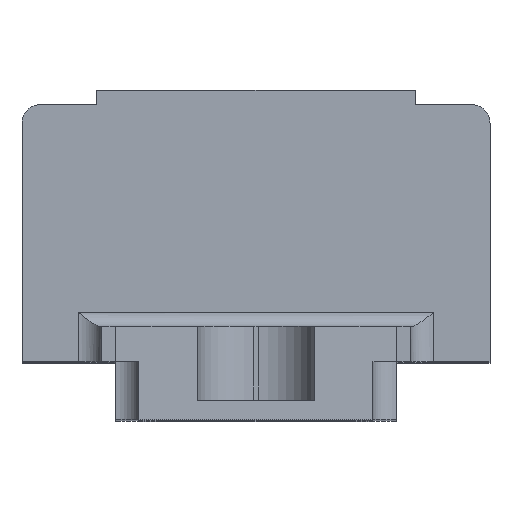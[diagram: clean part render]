
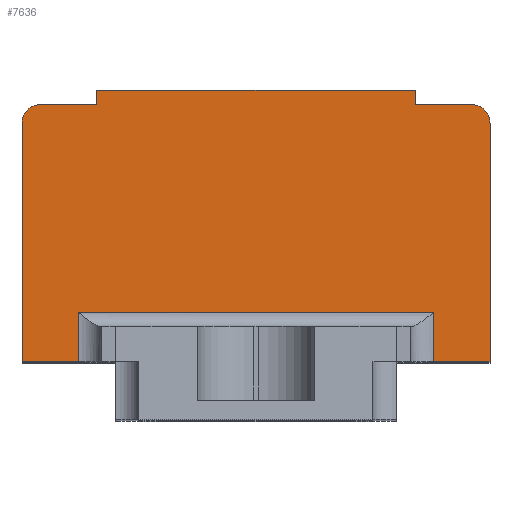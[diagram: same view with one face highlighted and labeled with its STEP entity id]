
A CAD part, top view. The second image highlights one B-rep face of the part: STEP entity #7636.
In plain terms, the highlighted planar face has unit normal (0, 0, 1).
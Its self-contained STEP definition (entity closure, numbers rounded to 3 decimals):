
#1234=DIRECTION('',(0.,-1.,0.));
#1235=VECTOR('',#1234,5.3);
#1236=CARTESIAN_POINT('',(19.,11.5,100.1));
#1237=LINE('',#1236,#1235);
#1266=DIRECTION('',(1.,0.,0.));
#1267=VECTOR('',#1266,38.);
#1268=CARTESIAN_POINT('',(-19.,11.5,100.1));
#1269=LINE('',#1268,#1267);
#1285=DIRECTION('',(0.,1.,0.));
#1286=VECTOR('',#1285,5.3);
#1287=CARTESIAN_POINT('',(-19.,6.2,100.1));
#1288=LINE('',#1287,#1286);
#1303=DIRECTION('',(-1.,0.,0.));
#1304=VECTOR('',#1303,6.);
#1305=CARTESIAN_POINT('',(-19.,6.2,100.1));
#1306=LINE('',#1305,#1304);
#1307=DIRECTION('',(0.,1.,0.));
#1308=VECTOR('',#1307,25.5);
#1309=CARTESIAN_POINT('',(-25.,6.2,100.1));
#1310=LINE('',#1309,#1308);
#1311=CARTESIAN_POINT('',(-23.,31.7,100.1));
#1312=DIRECTION('',(0.,0.,-1.));
#1313=DIRECTION('',(-1.,0.,0.));
#1314=AXIS2_PLACEMENT_3D('',#1311,#1312,#1313);
#1316=DIRECTION('',(1.,0.,0.));
#1317=VECTOR('',#1316,6.);
#1318=CARTESIAN_POINT('',(-23.,33.7,100.1));
#1319=LINE('',#1318,#1317);
#1320=DIRECTION('',(0.,1.,0.));
#1321=VECTOR('',#1320,1.5);
#1322=CARTESIAN_POINT('',(-17.,33.7,100.1));
#1323=LINE('',#1322,#1321);
#1324=DIRECTION('',(1.,0.,0.));
#1325=VECTOR('',#1324,34.);
#1326=CARTESIAN_POINT('',(-17.,35.2,100.1));
#1327=LINE('',#1326,#1325);
#1328=DIRECTION('',(0.,-1.,0.));
#1329=VECTOR('',#1328,1.5);
#1330=CARTESIAN_POINT('',(17.,35.2,100.1));
#1331=LINE('',#1330,#1329);
#1332=DIRECTION('',(1.,0.,0.));
#1333=VECTOR('',#1332,6.);
#1334=CARTESIAN_POINT('',(17.,33.7,100.1));
#1335=LINE('',#1334,#1333);
#1336=CARTESIAN_POINT('',(23.,31.7,100.1));
#1337=DIRECTION('',(0.,0.,-1.));
#1338=DIRECTION('',(0.,1.,0.));
#1339=AXIS2_PLACEMENT_3D('',#1336,#1337,#1338);
#1341=DIRECTION('',(0.,-1.,0.));
#1342=VECTOR('',#1341,25.5);
#1343=CARTESIAN_POINT('',(25.,31.7,100.1));
#1344=LINE('',#1343,#1342);
#1345=DIRECTION('',(-1.,0.,0.));
#1346=VECTOR('',#1345,6.);
#1347=CARTESIAN_POINT('',(25.,6.2,100.1));
#1348=LINE('',#1347,#1346);
#5045=CARTESIAN_POINT('',(-25.,6.2,100.1));
#5046=CARTESIAN_POINT('',(-25.,31.7,100.1));
#5047=VERTEX_POINT('',#5045);
#5048=VERTEX_POINT('',#5046);
#5049=CARTESIAN_POINT('',(-23.,33.7,100.1));
#5050=VERTEX_POINT('',#5049);
#5051=CARTESIAN_POINT('',(-17.,33.7,100.1));
#5052=VERTEX_POINT('',#5051);
#5053=CARTESIAN_POINT('',(-17.,35.2,100.1));
#5054=VERTEX_POINT('',#5053);
#5055=CARTESIAN_POINT('',(17.,35.2,100.1));
#5056=VERTEX_POINT('',#5055);
#5057=CARTESIAN_POINT('',(17.,33.7,100.1));
#5058=VERTEX_POINT('',#5057);
#5059=CARTESIAN_POINT('',(23.,33.7,100.1));
#5060=VERTEX_POINT('',#5059);
#5061=CARTESIAN_POINT('',(25.,31.7,100.1));
#5062=VERTEX_POINT('',#5061);
#5063=CARTESIAN_POINT('',(25.,6.2,100.1));
#5064=VERTEX_POINT('',#5063);
#5197=CARTESIAN_POINT('',(19.,6.2,100.1));
#5198=VERTEX_POINT('',#5197);
#5203=CARTESIAN_POINT('',(-19.,6.2,100.1));
#5204=VERTEX_POINT('',#5203);
#5265=CARTESIAN_POINT('',(-19.,11.5,100.1));
#5266=CARTESIAN_POINT('',(19.,11.5,100.1));
#5267=VERTEX_POINT('',#5265);
#5268=VERTEX_POINT('',#5266);
#7605=CARTESIAN_POINT('',(0.,0.,100.1));
#7606=DIRECTION('',(0.,0.,-1.));
#7607=DIRECTION('',(-1.,0.,0.));
#7608=AXIS2_PLACEMENT_3D('',#7605,#7606,#7607);
#7609=PLANE('',#7608);
#7610=ORIENTED_EDGE('',*,*,#7583,.F.);
#7611=ORIENTED_EDGE('',*,*,#7594,.F.);
#7613=ORIENTED_EDGE('',*,*,#7612,.T.);
#7615=ORIENTED_EDGE('',*,*,#7614,.T.);
#7617=ORIENTED_EDGE('',*,*,#7616,.T.);
#7619=ORIENTED_EDGE('',*,*,#7618,.T.);
#7621=ORIENTED_EDGE('',*,*,#7620,.T.);
#7623=ORIENTED_EDGE('',*,*,#7622,.T.);
#7625=ORIENTED_EDGE('',*,*,#7624,.T.);
#7627=ORIENTED_EDGE('',*,*,#7626,.T.);
#7629=ORIENTED_EDGE('',*,*,#7628,.T.);
#7631=ORIENTED_EDGE('',*,*,#7630,.T.);
#7632=ORIENTED_EDGE('',*,*,#7456,.T.);
#7633=ORIENTED_EDGE('',*,*,#7568,.F.);
#7634=EDGE_LOOP('',(#7610,#7611,#7613,#7615,#7617,#7619,#7621,#7623,#7625,#7627,
#7629,#7631,#7632,#7633));
#7635=FACE_OUTER_BOUND('',#7634,.F.);
#7636=ADVANCED_FACE('',(#7635),#7609,.F.);
#1315=CIRCLE('',#1314,2.);
#1340=CIRCLE('',#1339,2.);
#7456=EDGE_CURVE('',#5064,#5198,#1348,.T.);
#7568=EDGE_CURVE('',#5268,#5198,#1237,.T.);
#7583=EDGE_CURVE('',#5267,#5268,#1269,.T.);
#7594=EDGE_CURVE('',#5204,#5267,#1288,.T.);
#7612=EDGE_CURVE('',#5204,#5047,#1306,.T.);
#7614=EDGE_CURVE('',#5047,#5048,#1310,.T.);
#7616=EDGE_CURVE('',#5048,#5050,#1315,.T.);
#7618=EDGE_CURVE('',#5050,#5052,#1319,.T.);
#7620=EDGE_CURVE('',#5052,#5054,#1323,.T.);
#7622=EDGE_CURVE('',#5054,#5056,#1327,.T.);
#7624=EDGE_CURVE('',#5056,#5058,#1331,.T.);
#7626=EDGE_CURVE('',#5058,#5060,#1335,.T.);
#7628=EDGE_CURVE('',#5060,#5062,#1340,.T.);
#7630=EDGE_CURVE('',#5062,#5064,#1344,.T.);
